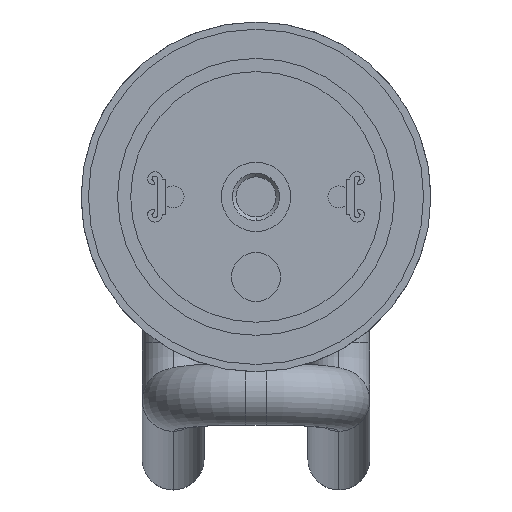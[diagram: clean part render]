
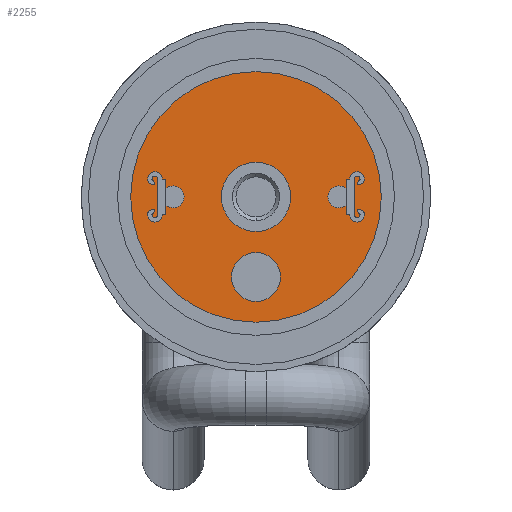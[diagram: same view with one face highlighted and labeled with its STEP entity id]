
A CAD part, front view. The second image highlights one B-rep face of the part: STEP entity #2255.
In plain terms, the highlighted planar face has unit normal (0, -1, 0).
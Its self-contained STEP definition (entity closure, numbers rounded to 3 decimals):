
#405=CARTESIAN_POINT('',(11.375,0.5,0.));
#406=DIRECTION('',(0.,-1.,0.));
#407=DIRECTION('',(0.,0.,1.));
#408=AXIS2_PLACEMENT_3D('',#405,#406,#407);
#410=CARTESIAN_POINT('',(11.375,0.5,0.));
#411=DIRECTION('',(0.,-1.,0.));
#412=DIRECTION('',(0.,0.,-1.));
#413=AXIS2_PLACEMENT_3D('',#410,#411,#412);
#415=CARTESIAN_POINT('',(-11.375,0.5,0.));
#416=DIRECTION('',(0.,-1.,0.));
#417=DIRECTION('',(0.,0.,1.));
#418=AXIS2_PLACEMENT_3D('',#415,#416,#417);
#420=CARTESIAN_POINT('',(-11.375,0.5,0.));
#421=DIRECTION('',(0.,-1.,0.));
#422=DIRECTION('',(0.,0.,-1.));
#423=AXIS2_PLACEMENT_3D('',#420,#421,#422);
#425=CARTESIAN_POINT('',(0.,0.5,-11.));
#426=DIRECTION('',(0.,-1.,0.));
#427=DIRECTION('',(0.,0.,-1.));
#428=AXIS2_PLACEMENT_3D('',#425,#426,#427);
#430=CARTESIAN_POINT('',(0.,0.5,-11.));
#431=DIRECTION('',(0.,-1.,0.));
#432=DIRECTION('',(0.,0.,1.));
#433=AXIS2_PLACEMENT_3D('',#430,#431,#432);
#435=CARTESIAN_POINT('',(0.,0.5,0.));
#436=DIRECTION('',(0.,-1.,0.));
#437=DIRECTION('',(0.,0.,-1.));
#438=AXIS2_PLACEMENT_3D('',#435,#436,#437);
#440=CARTESIAN_POINT('',(0.,0.5,0.));
#441=DIRECTION('',(0.,-1.,0.));
#442=DIRECTION('',(0.,0.,1.));
#443=AXIS2_PLACEMENT_3D('',#440,#441,#442);
#445=CARTESIAN_POINT('',(0.,0.5,0.));
#446=DIRECTION('',(0.,1.,0.));
#447=DIRECTION('',(-1.,0.,0.));
#448=AXIS2_PLACEMENT_3D('',#445,#446,#447);
#450=CARTESIAN_POINT('',(0.,0.5,0.));
#451=DIRECTION('',(0.,1.,0.));
#452=DIRECTION('',(1.,0.,0.));
#453=AXIS2_PLACEMENT_3D('',#450,#451,#452);
#1443=CARTESIAN_POINT('',(-17.2,0.5,0.));
#1445=VERTEX_POINT('',#1443);
#1448=CARTESIAN_POINT('',(17.2,0.5,0.));
#1449=VERTEX_POINT('',#1448);
#1454=CARTESIAN_POINT('',(0.,0.5,-4.75));
#1455=CARTESIAN_POINT('',(0.,0.5,4.75));
#1456=VERTEX_POINT('',#1454);
#1457=VERTEX_POINT('',#1455);
#1458=CARTESIAN_POINT('',(0.,0.5,-14.35));
#1459=CARTESIAN_POINT('',(0.,0.5,-7.65));
#1460=VERTEX_POINT('',#1458);
#1461=VERTEX_POINT('',#1459);
#1462=CARTESIAN_POINT('',(-11.375,0.5,1.5));
#1463=CARTESIAN_POINT('',(-11.375,0.5,-1.5));
#1464=VERTEX_POINT('',#1462);
#1465=VERTEX_POINT('',#1463);
#1466=CARTESIAN_POINT('',(11.375,0.5,1.5));
#1467=CARTESIAN_POINT('',(11.375,0.5,-1.5));
#1468=VERTEX_POINT('',#1466);
#1469=VERTEX_POINT('',#1467);
#2221=CARTESIAN_POINT('',(0.,0.5,0.));
#2222=DIRECTION('',(0.,1.,0.));
#2223=DIRECTION('',(1.,0.,0.));
#2224=AXIS2_PLACEMENT_3D('',#2221,#2222,#2223);
#2225=PLANE('',#2224);
#2226=ORIENTED_EDGE('',*,*,#2211,.T.);
#2228=ORIENTED_EDGE('',*,*,#2227,.T.);
#2229=EDGE_LOOP('',(#2226,#2228));
#2230=FACE_OUTER_BOUND('',#2229,.F.);
#2232=ORIENTED_EDGE('',*,*,#2231,.T.);
#2234=ORIENTED_EDGE('',*,*,#2233,.T.);
#2235=EDGE_LOOP('',(#2232,#2234));
#2236=FACE_BOUND('',#2235,.F.);
#2238=ORIENTED_EDGE('',*,*,#2237,.T.);
#2240=ORIENTED_EDGE('',*,*,#2239,.T.);
#2241=EDGE_LOOP('',(#2238,#2240));
#2242=FACE_BOUND('',#2241,.F.);
#2244=ORIENTED_EDGE('',*,*,#2243,.T.);
#2246=ORIENTED_EDGE('',*,*,#2245,.T.);
#2247=EDGE_LOOP('',(#2244,#2246));
#2248=FACE_BOUND('',#2247,.F.);
#2250=ORIENTED_EDGE('',*,*,#2249,.T.);
#2252=ORIENTED_EDGE('',*,*,#2251,.T.);
#2253=EDGE_LOOP('',(#2250,#2252));
#2254=FACE_BOUND('',#2253,.F.);
#2255=ADVANCED_FACE('',(#2230,#2236,#2242,#2248,#2254),#2225,.F.);
#409=CIRCLE('',#408,1.5);
#414=CIRCLE('',#413,1.5);
#419=CIRCLE('',#418,1.5);
#424=CIRCLE('',#423,1.5);
#429=CIRCLE('',#428,3.35);
#434=CIRCLE('',#433,3.35);
#439=CIRCLE('',#438,4.75);
#444=CIRCLE('',#443,4.75);
#449=CIRCLE('',#448,17.2);
#454=CIRCLE('',#453,17.2);
#2211=EDGE_CURVE('',#1445,#1449,#449,.T.);
#2227=EDGE_CURVE('',#1449,#1445,#454,.T.);
#2231=EDGE_CURVE('',#1464,#1465,#419,.T.);
#2233=EDGE_CURVE('',#1465,#1464,#424,.T.);
#2237=EDGE_CURVE('',#1460,#1461,#429,.T.);
#2239=EDGE_CURVE('',#1461,#1460,#434,.T.);
#2243=EDGE_CURVE('',#1456,#1457,#439,.T.);
#2245=EDGE_CURVE('',#1457,#1456,#444,.T.);
#2249=EDGE_CURVE('',#1468,#1469,#409,.T.);
#2251=EDGE_CURVE('',#1469,#1468,#414,.T.);
